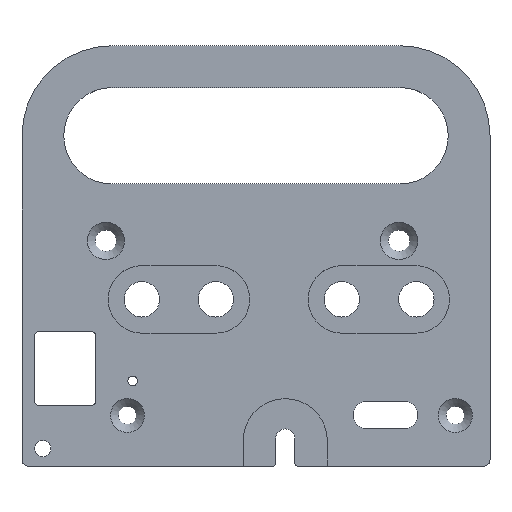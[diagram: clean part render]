
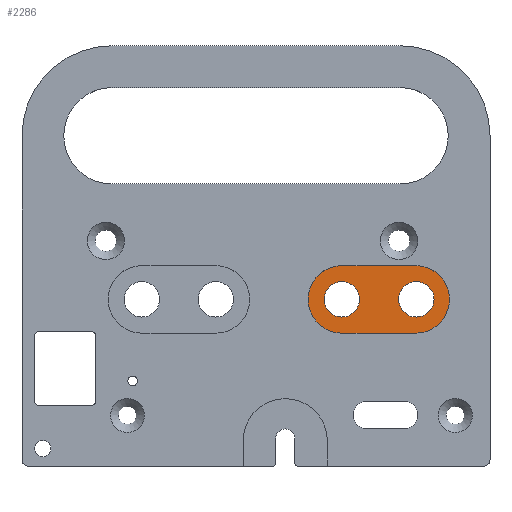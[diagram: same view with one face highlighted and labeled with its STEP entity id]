
A CAD part, top view. The second image highlights one B-rep face of the part: STEP entity #2286.
In plain terms, the highlighted planar face has unit normal (0, 0, 1).
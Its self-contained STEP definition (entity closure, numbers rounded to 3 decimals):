
#493=CARTESIAN_POINT('',(47.,25.95,1.));
#494=VERTEX_POINT('',#493);
#518=CARTESIAN_POINT('',(52.5,25.95,1.));
#519=VERTEX_POINT('',#518);
#520=CARTESIAN_POINT('',(49.75,25.95,1.));
#521=DIRECTION('',(0.,0.,1.));
#522=DIRECTION('',(1.,0.,-0.));
#523=AXIS2_PLACEMENT_3D('',#520,#521,#522);
#524=CIRCLE('',#523,2.75);
#525=EDGE_CURVE('',#494,#519,#524,.T.);
#527=CARTESIAN_POINT('',(49.75,25.95,1.));
#528=DIRECTION('',(0.,0.,1.));
#529=DIRECTION('',(1.,0.,-0.));
#530=AXIS2_PLACEMENT_3D('',#527,#528,#529);
#531=CIRCLE('',#530,2.75);
#532=EDGE_CURVE('',#519,#494,#531,.T.);
#544=CARTESIAN_POINT('',(58.6,25.95,1.));
#545=VERTEX_POINT('',#544);
#569=CARTESIAN_POINT('',(64.1,25.95,1.));
#570=VERTEX_POINT('',#569);
#571=CARTESIAN_POINT('',(61.35,25.95,1.));
#572=DIRECTION('',(0.,0.,1.));
#573=DIRECTION('',(1.,0.,-0.));
#574=AXIS2_PLACEMENT_3D('',#571,#572,#573);
#575=CIRCLE('',#574,2.75);
#576=EDGE_CURVE('',#545,#570,#575,.T.);
#578=CARTESIAN_POINT('',(61.35,25.95,1.));
#579=DIRECTION('',(0.,0.,1.));
#580=DIRECTION('',(1.,0.,-0.));
#581=AXIS2_PLACEMENT_3D('',#578,#579,#580);
#582=CIRCLE('',#581,2.75);
#583=EDGE_CURVE('',#570,#545,#582,.T.);
#2160=CARTESIAN_POINT('',(49.75,31.2,1.));
#2161=VERTEX_POINT('',#2160);
#2168=CARTESIAN_POINT('',(61.25,31.2,1.));
#2169=VERTEX_POINT('',#2168);
#2170=CARTESIAN_POINT('',(49.75,31.2,1.));
#2171=DIRECTION('',(1.,0.,-0.));
#2172=VECTOR('',#2171,11.5);
#2173=LINE('',#2170,#2172);
#2174=EDGE_CURVE('',#2161,#2169,#2173,.T.);
#2192=CARTESIAN_POINT('',(49.75,20.7,1.));
#2193=VERTEX_POINT('',#2192);
#2200=CARTESIAN_POINT('',(49.75,25.95,1.));
#2201=DIRECTION('',(0.,0.,1.));
#2202=DIRECTION('',(1.,0.,-0.));
#2203=AXIS2_PLACEMENT_3D('',#2200,#2201,#2202);
#2204=CIRCLE('',#2203,5.25);
#2205=EDGE_CURVE('',#2161,#2193,#2204,.T.);
#2216=CARTESIAN_POINT('',(61.25,20.7,1.));
#2217=VERTEX_POINT('',#2216);
#2224=CARTESIAN_POINT('',(61.25,20.7,1.));
#2225=DIRECTION('',(-1.,0.,0.));
#2226=VECTOR('',#2225,11.5);
#2227=LINE('',#2224,#2226);
#2228=EDGE_CURVE('',#2217,#2193,#2227,.T.);
#2240=CARTESIAN_POINT('',(66.5,25.95,1.));
#2241=VERTEX_POINT('',#2240);
#2250=CARTESIAN_POINT('',(61.25,25.95,1.));
#2251=DIRECTION('',(0.,0.,1.));
#2252=DIRECTION('',(1.,0.,-0.));
#2253=AXIS2_PLACEMENT_3D('',#2250,#2251,#2252);
#2254=CIRCLE('',#2253,5.25);
#2255=EDGE_CURVE('',#2241,#2169,#2254,.T.);
#2260=CARTESIAN_POINT('',(0.,0.,1.));
#2261=DIRECTION('',(0.,0.,1.));
#2262=DIRECTION('',(1.,0.,0.));
#2263=AXIS2_PLACEMENT_3D('',#2260,#2261,#2262);
#2264=PLANE('',#2263);
#2265=ORIENTED_EDGE('',*,*,#525,.F.);
#2266=ORIENTED_EDGE('',*,*,#532,.F.);
#2267=EDGE_LOOP('',(#2265,#2266));
#2268=FACE_BOUND('',#2267,.T.);
#2269=ORIENTED_EDGE('',*,*,#576,.F.);
#2270=ORIENTED_EDGE('',*,*,#583,.F.);
#2271=EDGE_LOOP('',(#2269,#2270));
#2272=FACE_BOUND('',#2271,.T.);
#2273=ORIENTED_EDGE('',*,*,#2174,.F.);
#2274=ORIENTED_EDGE('',*,*,#2205,.T.);
#2275=ORIENTED_EDGE('',*,*,#2228,.F.);
#2276=CARTESIAN_POINT('',(61.25,25.95,1.));
#2277=DIRECTION('',(0.,0.,1.));
#2278=DIRECTION('',(1.,0.,-0.));
#2279=AXIS2_PLACEMENT_3D('',#2276,#2277,#2278);
#2280=CIRCLE('',#2279,5.25);
#2281=EDGE_CURVE('',#2217,#2241,#2280,.T.);
#2282=ORIENTED_EDGE('',*,*,#2281,.T.);
#2283=ORIENTED_EDGE('',*,*,#2255,.T.);
#2284=EDGE_LOOP('',(#2273,#2274,#2275,#2282,#2283));
#2285=FACE_BOUND('',#2284,.T.);
#2286=ADVANCED_FACE('',(#2268,#2272,#2285),#2264,.T.);
